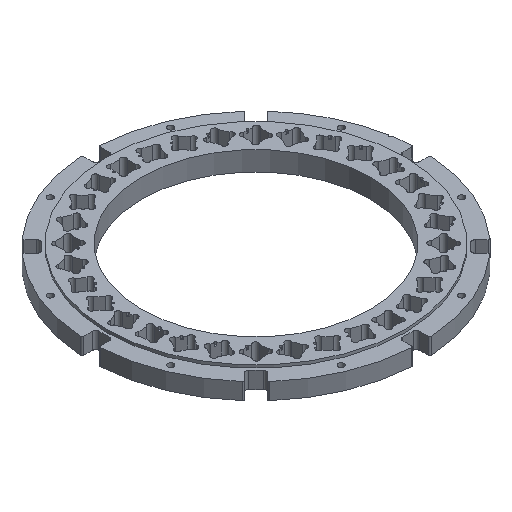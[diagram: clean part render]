
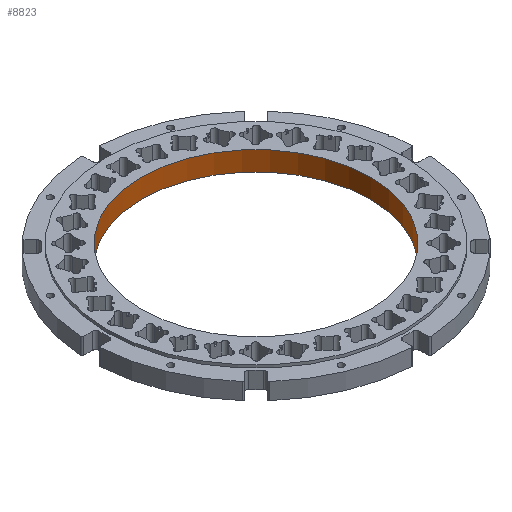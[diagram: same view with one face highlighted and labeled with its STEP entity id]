
A CAD part, isometric view. The second image highlights one B-rep face of the part: STEP entity #8823.
In plain terms, the highlighted cylindrical face has radius 83 mm (diameter 166 mm), a full revolution.
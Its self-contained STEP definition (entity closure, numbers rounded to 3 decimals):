
#750=FACE_OUTER_BOUND('',#1319,.T.);
#1319=EDGE_LOOP('',(#7850,#7851,#7852,#7853));
#1436=CIRCLE('',#8956,83.);
#1584=CIRCLE('',#9236,83.);
#2590=LINE('',#14914,#3386);
#3386=VECTOR('',#12269,83.);
#3541=VERTEX_POINT('',#12702);
#3853=VERTEX_POINT('',#13557);
#4398=EDGE_CURVE('',#3541,#3541,#1436,.T.);
#4809=EDGE_CURVE('',#3853,#3853,#1584,.T.);
#5487=EDGE_CURVE('',#3541,#3853,#2590,.T.);
#7850=ORIENTED_EDGE('',*,*,#4398,.F.);
#7851=ORIENTED_EDGE('',*,*,#5487,.T.);
#7852=ORIENTED_EDGE('',*,*,#4809,.T.);
#7853=ORIENTED_EDGE('',*,*,#5487,.F.);
#8385=CYLINDRICAL_SURFACE('',#9758,83.);
#8823=ADVANCED_FACE('',(#750),#8385,.F.);
#8956=AXIS2_PLACEMENT_3D('',#12703,#9980,#9981);
#9236=AXIS2_PLACEMENT_3D('',#13558,#10803,#10804);
#9758=AXIS2_PLACEMENT_3D('',#14913,#12267,#12268);
#9980=DIRECTION('center_axis',(0.,0.,1.));
#9981=DIRECTION('ref_axis',(1.,0.,0.));
#10803=DIRECTION('center_axis',(0.,0.,1.));
#10804=DIRECTION('ref_axis',(1.,0.,0.));
#12267=DIRECTION('center_axis',(0.,0.,1.));
#12268=DIRECTION('ref_axis',(1.,0.,0.));
#12269=DIRECTION('',(0.,0.,1.));
#12702=CARTESIAN_POINT('',(-83.,0.,-2.));
#12703=CARTESIAN_POINT('Origin',(0.,0.,-2.));
#13557=CARTESIAN_POINT('',(-83.,0.,12.));
#13558=CARTESIAN_POINT('Origin',(0.,0.,12.));
#14913=CARTESIAN_POINT('Origin',(0.,0.,-2.));
#14914=CARTESIAN_POINT('',(-83.,0.,-2.));
